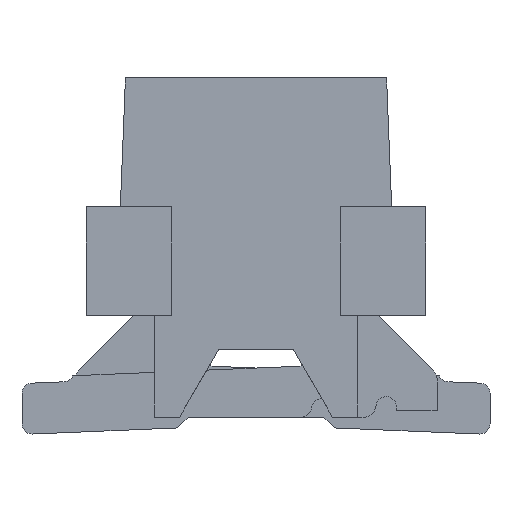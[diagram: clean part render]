
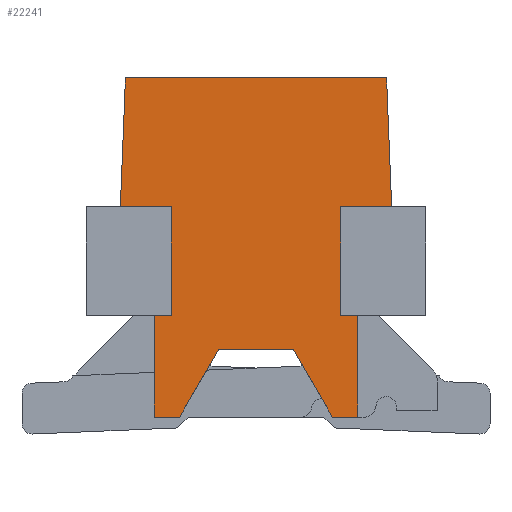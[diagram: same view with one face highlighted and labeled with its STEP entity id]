
A CAD part, left-side view. The second image highlights one B-rep face of the part: STEP entity #22241.
In plain terms, the highlighted planar face has unit normal (-1, 0, 0).
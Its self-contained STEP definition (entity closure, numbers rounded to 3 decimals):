
#306=DIRECTION('',(0.,0.,1.));
#307=VECTOR('',#306,1.6);
#308=CARTESIAN_POINT('',(-6.615,-1.25,1.75));
#309=LINE('',#308,#307);
#313=DIRECTION('',(0.,1.,0.));
#314=VECTOR('',#313,0.25);
#315=CARTESIAN_POINT('',(-6.615,-1.5,1.75));
#316=LINE('',#315,#314);
#348=DIRECTION('',(0.,1.,0.));
#349=VECTOR('',#348,0.25);
#350=CARTESIAN_POINT('',(-6.615,1.25,1.75));
#351=LINE('',#350,#349);
#7240=DIRECTION('',(0.,0.,1.));
#7241=VECTOR('',#7240,1.5);
#7242=CARTESIAN_POINT('',(-6.615,1.5,0.25));
#7243=LINE('',#7242,#7241);
#7247=DIRECTION('',(0.,1.,0.));
#7248=VECTOR('',#7247,0.75);
#7249=CARTESIAN_POINT('',(-6.615,-2.,3.35));
#7250=LINE('',#7249,#7248);
#7254=DIRECTION('',(0.,0.5,0.866));
#7255=VECTOR('',#7254,1.155);
#7256=CARTESIAN_POINT('',(-6.615,-1.127,0.25));
#7257=LINE('',#7256,#7255);
#7261=DIRECTION('',(0.,0.5,-0.866));
#7262=VECTOR('',#7261,1.155);
#7263=CARTESIAN_POINT('',(-6.615,0.55,1.25));
#7264=LINE('',#7263,#7262);
#7268=DIRECTION('',(0.,1.,0.));
#7269=VECTOR('',#7268,0.75);
#7270=CARTESIAN_POINT('',(-6.615,1.25,3.35));
#7271=LINE('',#7270,#7269);
#7275=DIRECTION('',(0.,-0.039,0.999));
#7276=VECTOR('',#7275,1.901);
#7277=CARTESIAN_POINT('',(-6.615,2.,3.35));
#7278=LINE('',#7277,#7276);
#7282=DIRECTION('',(0.,-0.039,-0.999));
#7283=VECTOR('',#7282,1.901);
#7284=CARTESIAN_POINT('',(-6.615,-1.925,5.25));
#7285=LINE('',#7284,#7283);
#7289=DIRECTION('',(0.,0.,-1.));
#7290=VECTOR('',#7289,1.5);
#7291=CARTESIAN_POINT('',(-6.615,-1.5,1.75));
#7292=LINE('',#7291,#7290);
#7303=DIRECTION('',(0.,1.,0.));
#7304=VECTOR('',#7303,0.373);
#7305=CARTESIAN_POINT('',(-6.615,-1.5,0.25));
#7306=LINE('',#7305,#7304);
#7405=DIRECTION('',(0.,1.,0.));
#7406=VECTOR('',#7405,1.1);
#7407=CARTESIAN_POINT('',(-6.615,-0.55,1.25));
#7408=LINE('',#7407,#7406);
#7433=DIRECTION('',(0.,1.,0.));
#7434=VECTOR('',#7433,0.373);
#7435=CARTESIAN_POINT('',(-6.615,1.127,0.25));
#7436=LINE('',#7435,#7434);
#8451=DIRECTION('',(0.,0.,-1.));
#8452=VECTOR('',#8451,1.6);
#8453=CARTESIAN_POINT('',(-6.615,1.25,3.35));
#8454=LINE('',#8453,#8452);
#9044=DIRECTION('',(0.,-1.,0.));
#9045=VECTOR('',#9044,3.85);
#9046=CARTESIAN_POINT('',(-6.615,1.925,5.25));
#9047=LINE('',#9046,#9045);
#12134=CARTESIAN_POINT('',(-6.615,-1.25,3.35));
#12135=VERTEX_POINT('',#12134);
#12136=CARTESIAN_POINT('',(-6.615,-2.,3.35));
#12137=VERTEX_POINT('',#12136);
#12190=CARTESIAN_POINT('',(-6.615,2.,3.35));
#12191=VERTEX_POINT('',#12190);
#12192=CARTESIAN_POINT('',(-6.615,1.25,3.35));
#12193=VERTEX_POINT('',#12192);
#12234=CARTESIAN_POINT('',(-6.615,-1.925,5.25));
#12235=VERTEX_POINT('',#12234);
#12252=CARTESIAN_POINT('',(-6.615,1.925,5.25));
#12253=VERTEX_POINT('',#12252);
#12254=CARTESIAN_POINT('',(-6.615,1.25,1.75));
#12255=VERTEX_POINT('',#12254);
#12256=CARTESIAN_POINT('',(-6.615,1.5,1.75));
#12257=VERTEX_POINT('',#12256);
#12258=CARTESIAN_POINT('',(-6.615,1.5,0.25));
#12259=VERTEX_POINT('',#12258);
#12260=CARTESIAN_POINT('',(-6.615,1.127,0.25));
#12261=VERTEX_POINT('',#12260);
#12262=CARTESIAN_POINT('',(-6.615,0.55,1.25));
#12263=VERTEX_POINT('',#12262);
#12264=CARTESIAN_POINT('',(-6.615,-0.55,1.25));
#12265=VERTEX_POINT('',#12264);
#12266=CARTESIAN_POINT('',(-6.615,-1.127,0.25));
#12267=VERTEX_POINT('',#12266);
#12268=CARTESIAN_POINT('',(-6.615,-1.5,0.25));
#12269=VERTEX_POINT('',#12268);
#12270=CARTESIAN_POINT('',(-6.615,-1.5,1.75));
#12271=VERTEX_POINT('',#12270);
#12272=CARTESIAN_POINT('',(-6.615,-1.25,1.75));
#12273=VERTEX_POINT('',#12272);
#22208=CARTESIAN_POINT('',(-6.615,0.,2.75));
#22209=DIRECTION('',(1.,0.,0.));
#22210=DIRECTION('',(0.,1.,0.));
#22211=AXIS2_PLACEMENT_3D('',#22208,#22209,#22210);
#22212=PLANE('',#22211);
#22213=ORIENTED_EDGE('',*,*,#14516,.T.);
#22214=ORIENTED_EDGE('',*,*,#14545,.F.);
#22215=ORIENTED_EDGE('',*,*,#14563,.F.);
#22217=ORIENTED_EDGE('',*,*,#22216,.T.);
#22219=ORIENTED_EDGE('',*,*,#22218,.T.);
#22221=ORIENTED_EDGE('',*,*,#22220,.T.);
#22223=ORIENTED_EDGE('',*,*,#22222,.T.);
#22225=ORIENTED_EDGE('',*,*,#22224,.T.);
#22227=ORIENTED_EDGE('',*,*,#22226,.T.);
#22228=ORIENTED_EDGE('',*,*,#22199,.T.);
#22229=ORIENTED_EDGE('',*,*,#14576,.F.);
#22231=ORIENTED_EDGE('',*,*,#22230,.F.);
#22233=ORIENTED_EDGE('',*,*,#22232,.T.);
#22235=ORIENTED_EDGE('',*,*,#22234,.T.);
#22237=ORIENTED_EDGE('',*,*,#22236,.T.);
#22238=ORIENTED_EDGE('',*,*,#14425,.T.);
#22239=EDGE_LOOP('',(#22213,#22214,#22215,#22217,#22219,#22221,#22223,#22225,
#22227,#22228,#22229,#22231,#22233,#22235,#22237,#22238));
#22240=FACE_OUTER_BOUND('',#22239,.F.);
#22241=ADVANCED_FACE('',(#22240),#22212,.F.);
#14425=EDGE_CURVE('',#12235,#12137,#7285,.T.);
#14516=EDGE_CURVE('',#12137,#12135,#7250,.T.);
#14545=EDGE_CURVE('',#12273,#12135,#309,.T.);
#14563=EDGE_CURVE('',#12271,#12273,#316,.T.);
#14576=EDGE_CURVE('',#12255,#12257,#351,.T.);
#22199=EDGE_CURVE('',#12259,#12257,#7243,.T.);
#22216=EDGE_CURVE('',#12271,#12269,#7292,.T.);
#22218=EDGE_CURVE('',#12269,#12267,#7306,.T.);
#22220=EDGE_CURVE('',#12267,#12265,#7257,.T.);
#22222=EDGE_CURVE('',#12265,#12263,#7408,.T.);
#22224=EDGE_CURVE('',#12263,#12261,#7264,.T.);
#22226=EDGE_CURVE('',#12261,#12259,#7436,.T.);
#22230=EDGE_CURVE('',#12193,#12255,#8454,.T.);
#22232=EDGE_CURVE('',#12193,#12191,#7271,.T.);
#22234=EDGE_CURVE('',#12191,#12253,#7278,.T.);
#22236=EDGE_CURVE('',#12253,#12235,#9047,.T.);
